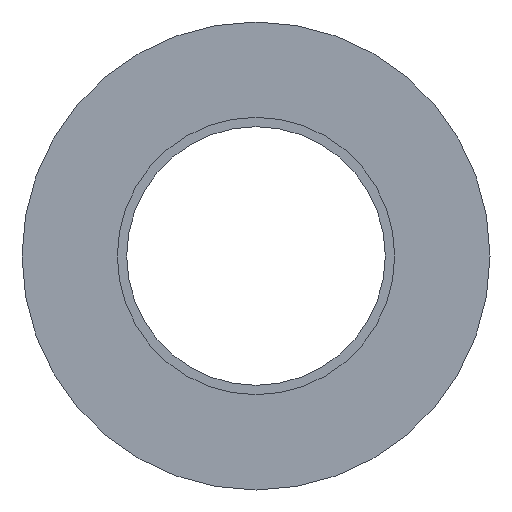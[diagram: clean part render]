
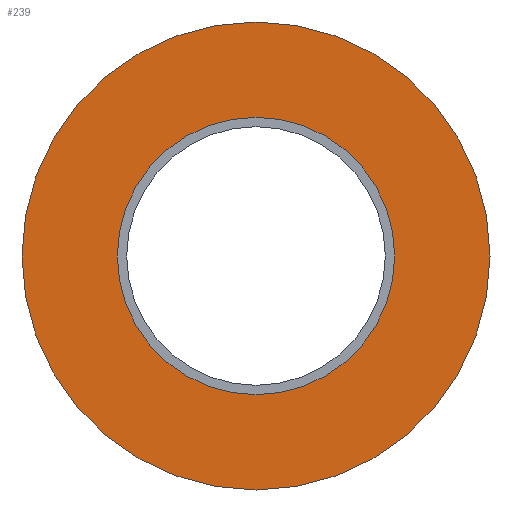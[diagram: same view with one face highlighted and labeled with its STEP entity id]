
A CAD part, front view. The second image highlights one B-rep face of the part: STEP entity #239.
In plain terms, the highlighted planar face has unit normal (0, -1, 0).
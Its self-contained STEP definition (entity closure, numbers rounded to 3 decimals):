
#6 = VERTEX_POINT ( 'NONE', #319 ) ;
#12 = DIRECTION ( 'NONE',  ( 0., 0., -1. ) ) ;
#16 = EDGE_CURVE ( 'NONE', #441, #376, #329, .T. ) ;
#26 = DIRECTION ( 'NONE',  ( 0., 0., -1. ) ) ;
#34 = CARTESIAN_POINT ( 'NONE',  ( -11.85, 0., 0. ) ) ;
#39 = DIRECTION ( 'NONE',  ( 0., 0., -1. ) ) ;
#48 = AXIS2_PLACEMENT_3D ( 'NONE', #107, #238, #393 ) ;
#51 = CIRCLE ( 'NONE', #91, 20. ) ;
#54 = CARTESIAN_POINT ( 'NONE',  ( 0., 0., 0. ) ) ;
#91 = AXIS2_PLACEMENT_3D ( 'NONE', #180, #106, #12 ) ;
#103 = FACE_OUTER_BOUND ( 'NONE', #157, .T. ) ;
#104 = ORIENTED_EDGE ( 'NONE', *, *, #155, .T. ) ;
#106 = DIRECTION ( 'NONE',  ( 0., -1., 0. ) ) ;
#107 = CARTESIAN_POINT ( 'NONE',  ( 0., 0., 0. ) ) ;
#110 = PLANE ( 'NONE',  #160 ) ;
#139 = VERTEX_POINT ( 'NONE', #219 ) ;
#141 = AXIS2_PLACEMENT_3D ( 'NONE', #54, #199, #39 ) ;
#155 = EDGE_CURVE ( 'NONE', #6, #139, #308, .T. ) ;
#157 = EDGE_LOOP ( 'NONE', ( #104, #228 ) ) ;
#160 = AXIS2_PLACEMENT_3D ( 'NONE', #34, #291, #314 ) ;
#180 = CARTESIAN_POINT ( 'NONE',  ( 0., 0., 0. ) ) ;
#199 = DIRECTION ( 'NONE',  ( 0., -1., 0. ) ) ;
#204 = ORIENTED_EDGE ( 'NONE', *, *, #246, .F. ) ;
#219 = CARTESIAN_POINT ( 'NONE',  ( 0., 0., 20. ) ) ;
#222 = DIRECTION ( 'NONE',  ( 0., -1., 0. ) ) ;
#228 = ORIENTED_EDGE ( 'NONE', *, *, #371, .T. ) ;
#235 = EDGE_LOOP ( 'NONE', ( #204, #411 ) ) ;
#238 = DIRECTION ( 'NONE',  ( 0., -1., 0. ) ) ;
#239 = ADVANCED_FACE ( 'NONE', ( #430, #103 ), #110, .F. ) ;
#244 = AXIS2_PLACEMENT_3D ( 'NONE', #446, #222, #26 ) ;
#246 = EDGE_CURVE ( 'NONE', #376, #441, #340, .T. ) ;
#291 = DIRECTION ( 'NONE',  ( 0., 1., 0. ) ) ;
#307 = CARTESIAN_POINT ( 'NONE',  ( 0., 0., -11.85 ) ) ;
#308 = CIRCLE ( 'NONE', #141, 20. ) ;
#314 = DIRECTION ( 'NONE',  ( 0., 0., 1. ) ) ;
#319 = CARTESIAN_POINT ( 'NONE',  ( 0., 0., -20. ) ) ;
#329 = CIRCLE ( 'NONE', #244, 11.85 ) ;
#340 = CIRCLE ( 'NONE', #48, 11.85 ) ;
#366 = CARTESIAN_POINT ( 'NONE',  ( 0., 0., 11.85 ) ) ;
#371 = EDGE_CURVE ( 'NONE', #139, #6, #51, .T. ) ;
#376 = VERTEX_POINT ( 'NONE', #307 ) ;
#393 = DIRECTION ( 'NONE',  ( 0., 0., -1. ) ) ;
#411 = ORIENTED_EDGE ( 'NONE', *, *, #16, .F. ) ;
#430 = FACE_BOUND ( 'NONE', #235, .T. ) ;
#441 = VERTEX_POINT ( 'NONE', #366 ) ;
#446 = CARTESIAN_POINT ( 'NONE',  ( 0., 0., 0. ) ) ;
